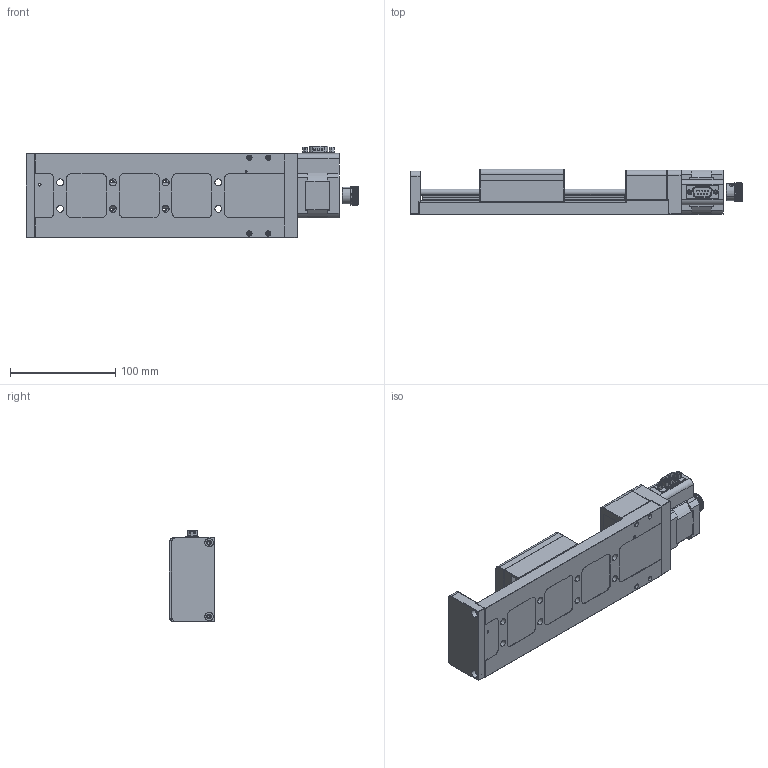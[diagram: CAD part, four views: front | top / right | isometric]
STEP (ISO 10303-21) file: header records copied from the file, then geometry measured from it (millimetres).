
FILE_DESCRIPTION (( 'STEP AP214' ), '1' );
FILE_NAME ('FMS80-100.STEP', '2021-07-21T12:16:27', ( '' ), ( '' ), 'SwSTEP 2.0', 'SolidWorks 2017', '' );
FILE_SCHEMA (( 'AUTOMOTIVE_DESIGN' ));
Length unit declared in the file: millimetre
Products named in the file (1): FMS80-100
Bounding box: 315.1 x 43.5 x 86.8 mm (x, y, z)
Volume: 563998.2 mm3; surface area: 190652.1 mm2
Topology: 29 solids, 29 shells, 2927 faces, 7587 edges, 4657 vertices
Faces by surface type: cylinder 1088, plane 959, cone 405, bspline 335, torus 91, sphere 49
Entity records: 127983 total; most frequent: CARTESIAN_POINT 25844, ORIENTED_EDGE 14754, DIRECTION 14214, EDGE_CURVE 7377, AXIS2_PLACEMENT_3D 5398, VERTEX_POINT 4644, VECTOR 3418, LINE 3418
